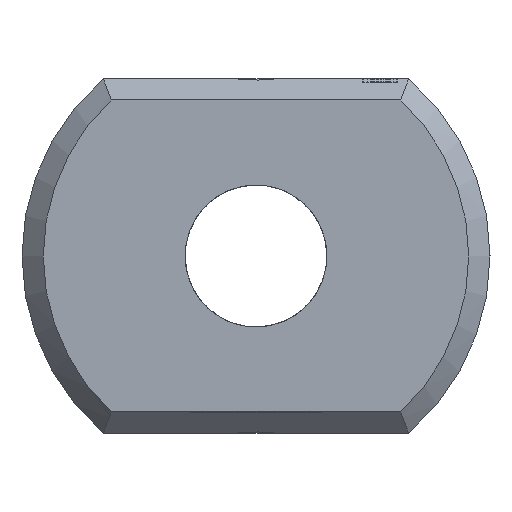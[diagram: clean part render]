
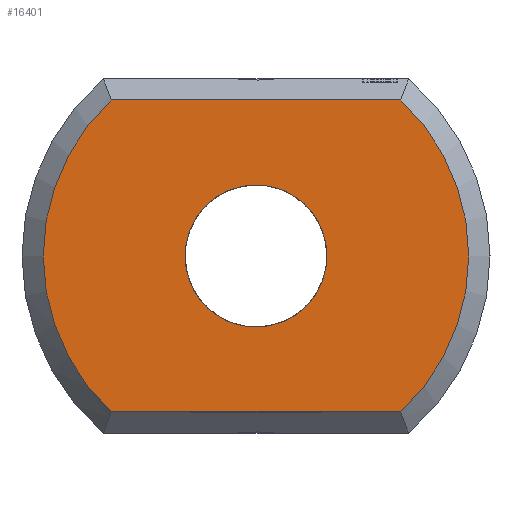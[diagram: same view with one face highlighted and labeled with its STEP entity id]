
A CAD part, left-side view. The second image highlights one B-rep face of the part: STEP entity #16401.
In plain terms, the highlighted planar face has unit normal (-1, 0, 0).
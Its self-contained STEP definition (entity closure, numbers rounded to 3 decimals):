
#4047 = VERTEX_POINT('',#4048);
#4048 = CARTESIAN_POINT('',(0.,-2.04,2.2));
#4057 = VERTEX_POINT('',#4058);
#4058 = CARTESIAN_POINT('',(0.,-2.04,-2.2));
#4065 = EDGE_CURVE('',#4047,#4057,#4066,.T.);
#4066 = CIRCLE('',#4067,3.);
#4067 = AXIS2_PLACEMENT_3D('',#4068,#4069,#4070);
#4068 = CARTESIAN_POINT('',(0.,0.,0.));
#4069 = DIRECTION('',(1.,0.,0.));
#4070 = DIRECTION('',(0.,-0.653,0.758)
  );
#5244 = VERTEX_POINT('',#5245);
#5245 = CARTESIAN_POINT('',(0.,2.04,2.2));
#5252 = EDGE_CURVE('',#4047,#5244,#5253,.T.);
#5253 = LINE('',#5254,#5255);
#5254 = CARTESIAN_POINT('',(0.,-2.154,2.2));
#5255 = VECTOR('',#5256,1.);
#5256 = DIRECTION('',(0.,1.,0.));
#16401 = ADVANCED_FACE('',(#16402,#16421),#16432,.F.);
#16402 = FACE_BOUND('',#16403,.F.);
#16403 = EDGE_LOOP('',(#16404,#16413,#16414,#16415));
#16404 = ORIENTED_EDGE('',*,*,#16405,.T.);
#16405 = EDGE_CURVE('',#16406,#5244,#16408,.T.);
#16406 = VERTEX_POINT('',#16407);
#16407 = CARTESIAN_POINT('',(0.,2.04,-2.2));
#16408 = CIRCLE('',#16409,3.);
#16409 = AXIS2_PLACEMENT_3D('',#16410,#16411,#16412);
#16410 = CARTESIAN_POINT('',(0.,0.,0.));
#16411 = DIRECTION('',(1.,0.,0.));
#16412 = DIRECTION('',(0.,0.653,-0.758)
  );
#16413 = ORIENTED_EDGE('',*,*,#5252,.F.);
#16414 = ORIENTED_EDGE('',*,*,#4065,.T.);
#16415 = ORIENTED_EDGE('',*,*,#16416,.T.);
#16416 = EDGE_CURVE('',#4057,#16406,#16417,.T.);
#16417 = LINE('',#16418,#16419);
#16418 = CARTESIAN_POINT('',(0.,-2.154,-2.2));
#16419 = VECTOR('',#16420,1.);
#16420 = DIRECTION('',(0.,1.,0.));
#16421 = FACE_BOUND('',#16422,.T.);
#16422 = EDGE_LOOP('',(#16423));
#16423 = ORIENTED_EDGE('',*,*,#16424,.T.);
#16424 = EDGE_CURVE('',#16425,#16425,#16427,.T.);
#16425 = VERTEX_POINT('',#16426);
#16426 = CARTESIAN_POINT('',(0.,1.,0.)
  );
#16427 = CIRCLE('',#16428,1.);
#16428 = AXIS2_PLACEMENT_3D('',#16429,#16430,#16431);
#16429 = CARTESIAN_POINT('',(0.,0.,0.));
#16430 = DIRECTION('',(1.,0.,0.));
#16431 = DIRECTION('',(0.,1.,0.));
#16432 = PLANE('',#16433);
#16433 = AXIS2_PLACEMENT_3D('',#16434,#16435,#16436);
#16434 = CARTESIAN_POINT('',(0.,0.,0.));
#16435 = DIRECTION('',(1.,0.,0.));
#16436 = DIRECTION('',(0.,0.,1.));
